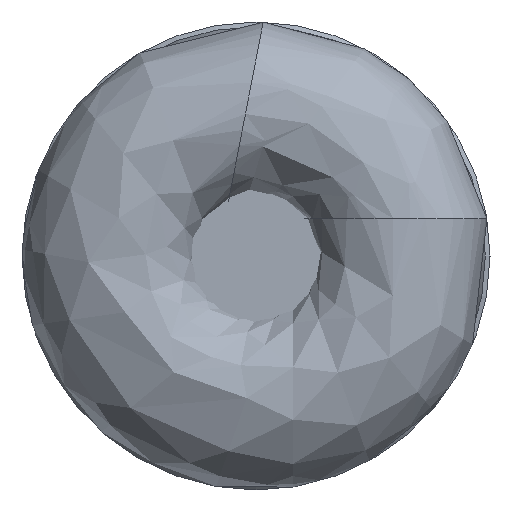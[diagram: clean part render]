
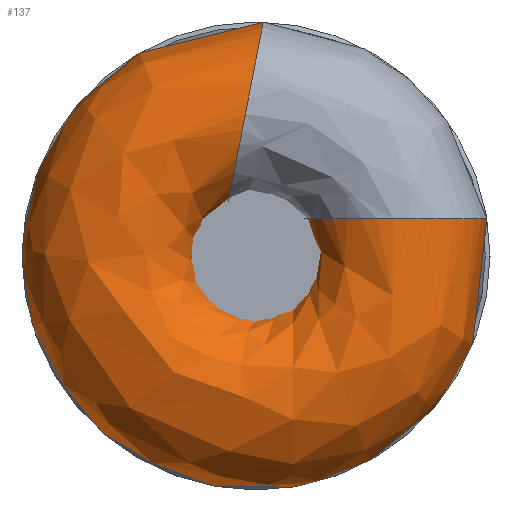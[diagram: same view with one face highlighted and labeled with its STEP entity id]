
A CAD part, left-side view. The second image highlights one B-rep face of the part: STEP entity #137.
In plain terms, the highlighted free-form (B-spline) face has degree [3, 3] with [7, 7] control points.
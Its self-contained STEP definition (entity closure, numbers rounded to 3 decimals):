
#137=ADVANCED_FACE('',(#151,#152),#149,.F.);
#149=(
BOUNDED_SURFACE()
B_SPLINE_SURFACE(3,3,((#317,#318,#319,#320,#321,#322,#323),(#324,#325,#326,
#327,#328,#329,#330),(#331,#332,#333,#334,#335,#336,#337),(#338,#339,#340,
#341,#342,#343,#344),(#345,#346,#347,#348,#349,#350,#351),(#352,#353,#354,
#355,#356,#357,#358),(#359,#360,#361,#362,#363,#364,#365)),
 .UNSPECIFIED.,.T.,.F.,.F.)
B_SPLINE_SURFACE_WITH_KNOTS((1,3,3,3,1),(4,3,4),(-0.5,0.,0.5,1.,1.5),(0.,
0.5,1.),.UNSPECIFIED.)
GEOMETRIC_REPRESENTATION_ITEM()
RATIONAL_B_SPLINE_SURFACE(((1.,0.559,0.559,1.,0.559,
0.559,1.),(0.333,0.186,0.186,
0.333,0.186,0.186,0.333),
(0.333,0.186,0.186,0.333,
0.186,0.186,0.333),(1.,0.559,
0.559,1.,0.559,0.559,1.),(0.333,
0.186,0.186,0.333,0.186,
0.186,0.333),(0.333,0.186,
0.186,0.333,0.186,0.186,
0.333),(1.,0.559,0.559,1.,0.559,
0.559,1.)))
REPRESENTATION_ITEM('')
SURFACE()
);
#151=FACE_BOUND('',#171,.T.);
#152=FACE_BOUND('',#172,.T.);
#171=EDGE_LOOP('',(#193));
#172=EDGE_LOOP('',(#194));
#193=ORIENTED_EDGE('',*,*,#226,.T.);
#194=ORIENTED_EDGE('',*,*,#227,.F.);
#215=VERTEX_POINT('',#314);
#216=VERTEX_POINT('',#316);
#226=EDGE_CURVE('',#215,#215,#237,.T.);
#227=EDGE_CURVE('',#216,#216,#238,.T.);
#237=CIRCLE('',#249,5.);
#238=CIRCLE('',#250,5.);
#249=AXIS2_PLACEMENT_3D('',#313,#271,#272);
#250=AXIS2_PLACEMENT_3D('',#315,#273,#274);
#271=DIRECTION('',(0.,0.982,0.19));
#272=DIRECTION('',(1.,0.,0.));
#273=DIRECTION('',(0.,0.,1.));
#274=DIRECTION('',(1.,0.,0.));
#313=CARTESIAN_POINT('',(5.,0.566,7.585));
#314=CARTESIAN_POINT('',(10.,0.566,7.585));
#315=CARTESIAN_POINT('',(5.,-7.339,2.));
#316=CARTESIAN_POINT('',(10.,-7.339,2.));
#317=CARTESIAN_POINT('',(10.,-7.339,2.));
#318=CARTESIAN_POINT('',(10.,-9.585,-6.242));
#319=CARTESIAN_POINT('',(10.,-2.587,-11.142));
#320=CARTESIAN_POINT('',(10.,4.389,-6.212));
#321=CARTESIAN_POINT('',(10.,11.366,-1.282));
#322=CARTESIAN_POINT('',(10.,9.084,6.95));
#323=CARTESIAN_POINT('',(10.,0.566,7.585));
#324=CARTESIAN_POINT('',(10.,2.661,2.));
#325=CARTESIAN_POINT('',(10.,0.415,4.989));
#326=CARTESIAN_POINT('',(10.,-3.157,3.885));
#327=CARTESIAN_POINT('',(10.,-3.326,0.15));
#328=CARTESIAN_POINT('',(10.,-3.494,-3.585));
#329=CARTESIAN_POINT('',(10.,-0.036,-5.006));
#330=CARTESIAN_POINT('',(10.,2.47,-2.232));
#331=CARTESIAN_POINT('',(0.,2.661,2.));
#332=CARTESIAN_POINT('',(0.,0.415,4.989));
#333=CARTESIAN_POINT('',(0.,-3.157,3.885));
#334=CARTESIAN_POINT('',(0.,-3.326,0.15));
#335=CARTESIAN_POINT('',(0.,-3.494,-3.585));
#336=CARTESIAN_POINT('',(0.,-0.036,-5.006));
#337=CARTESIAN_POINT('',(0.,2.47,-2.232));
#338=CARTESIAN_POINT('',(0.,-7.339,2.));
#339=CARTESIAN_POINT('',(0.,-9.585,-6.242));
#340=CARTESIAN_POINT('',(0.,-2.587,-11.142));
#341=CARTESIAN_POINT('',(0.,4.389,-6.212));
#342=CARTESIAN_POINT('',(0.,11.366,-1.282));
#343=CARTESIAN_POINT('',(0.,9.084,6.95));
#344=CARTESIAN_POINT('',(0.,0.566,7.585));
#345=CARTESIAN_POINT('',(0.,-17.339,2.));
#346=CARTESIAN_POINT('',(0.,-19.585,-17.473));
#347=CARTESIAN_POINT('',(0.,-2.017,-26.169));
#348=CARTESIAN_POINT('',(0.,12.105,-12.574));
#349=CARTESIAN_POINT('',(0.,26.226,1.021));
#350=CARTESIAN_POINT('',(0.,18.205,18.906));
#351=CARTESIAN_POINT('',(0.,-1.339,17.402));
#352=CARTESIAN_POINT('',(10.,-17.339,2.));
#353=CARTESIAN_POINT('',(10.,-19.585,-17.473));
#354=CARTESIAN_POINT('',(10.,-2.017,-26.169));
#355=CARTESIAN_POINT('',(10.,12.105,-12.574));
#356=CARTESIAN_POINT('',(10.,26.226,1.021));
#357=CARTESIAN_POINT('',(10.,18.205,18.906));
#358=CARTESIAN_POINT('',(10.,-1.339,17.402));
#359=CARTESIAN_POINT('',(10.,-7.339,2.));
#360=CARTESIAN_POINT('',(10.,-9.585,-6.242));
#361=CARTESIAN_POINT('',(10.,-2.587,-11.142));
#362=CARTESIAN_POINT('',(10.,4.389,-6.212));
#363=CARTESIAN_POINT('',(10.,11.366,-1.282));
#364=CARTESIAN_POINT('',(10.,9.084,6.95));
#365=CARTESIAN_POINT('',(10.,0.566,7.585));
